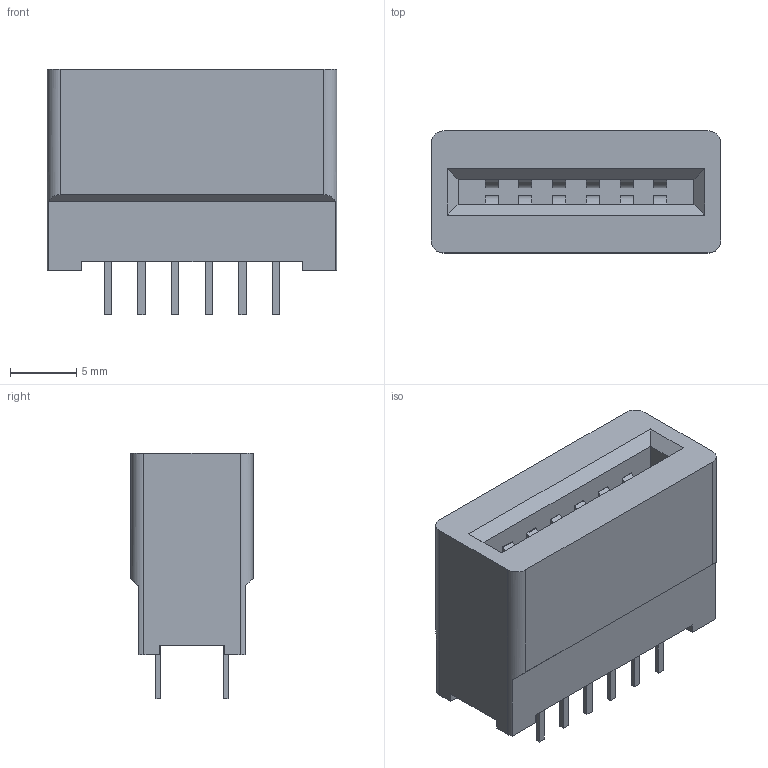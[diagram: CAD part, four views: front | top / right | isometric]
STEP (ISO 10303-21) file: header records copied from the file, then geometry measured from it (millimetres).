
FILE_DESCRIPTION(/* description */ (''),/* implementation_level */ '2;1');
FILE_NAME(/* name */ '119-012-xx.stp',/* time_stamp */ '2017-04-03T12:41:38+02:00',/* author */ ('Andreas.Larin'),/* organization */ (''),/* preprocessor_version */ 'ST-DEVELOPER v15.6',/* originating_system */ 'Autodesk Inventor 2015',/* authorisation */ '');
FILE_SCHEMA (('AUTOMOTIVE_DESIGN { 1 0 10303 214 3 1 1 }'));
Length unit declared in the file: centimetre
Products named in the file (1): 119-012-xx
Bounding box: 21.84 x 9.2 x 18.5 mm (x, y, z)
Volume: 2504.1 mm3; surface area: 1770 mm2
Topology: 1 solids, 1 shells, 179 faces, 488 edges, 324 vertices
Faces by surface type: plane 151, cylinder 28
Entity records: 5843 total; most frequent: CARTESIAN_POINT 992, ORIENTED_EDGE 976, DIRECTION 908, EDGE_CURVE 488, LINE 428, VECTOR 428, VERTEX_POINT 324, AXIS2_PLACEMENT_3D 240
